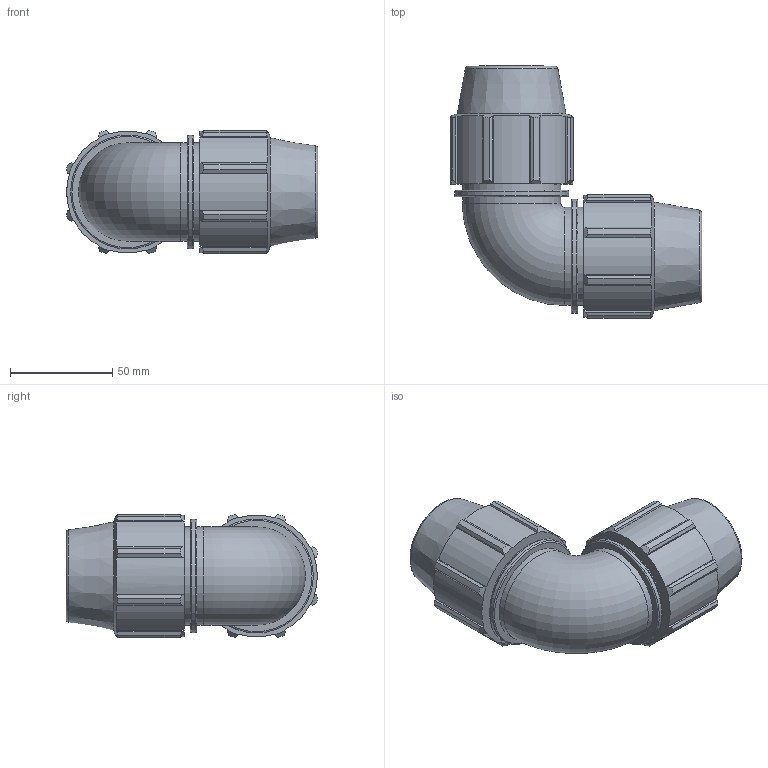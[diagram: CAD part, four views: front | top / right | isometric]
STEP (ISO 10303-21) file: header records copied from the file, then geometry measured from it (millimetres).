
FILE_DESCRIPTION(/* description */ ('PLASSON 90° ELBOW 32-32'),/* implementation_level */ '2;1');
FILE_NAME(/* name */ '070500032_180500032_0705060320A.ipt.stp',/* time_stamp */ '2017-06-06T13:32:35+03:00',/* author */ ('KIM'),/* organization */ (''),/* preprocessor_version */ 'ST-DEVELOPER v15.6',/* originating_system */ 'Autodesk Inventor 2015',/* authorisation */ '');
FILE_SCHEMA (('AUTOMOTIVE_DESIGN { 1 0 10303 214 3 1 1 }'));
Length unit declared in the file: millimetre
Products named in the file (1): 070500032_180500032_0705060320A
Bounding box: 123.11 x 123.11 x 60.22 mm (x, y, z)
Volume: 259533 mm3; surface area: 55363.1 mm2
Topology: 1 solids, 1 shells, 148 faces, 398 edges, 262 vertices
Faces by surface type: plane 76, cylinder 40, cone 24, torus 8
Full cylindrical faces by diameter (mm): 32 x2, 48 x4, 55.68 x2
Entity records: 4592 total; most frequent: CARTESIAN_POINT 905, ORIENTED_EDGE 740, DIRECTION 718, EDGE_CURVE 370, AXIS2_PLACEMENT_3D 263, VERTEX_POINT 258, LINE 192, VECTOR 192
